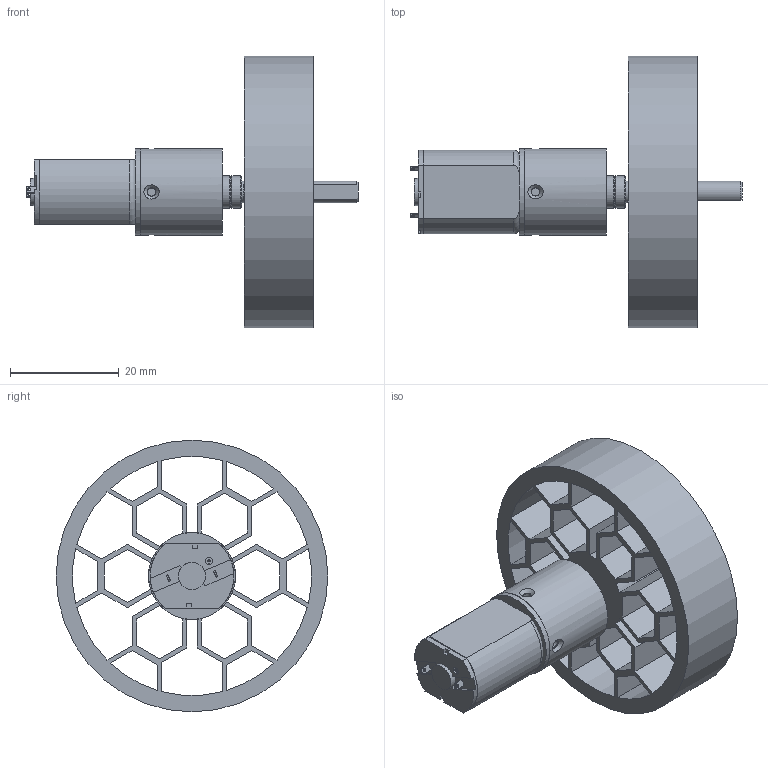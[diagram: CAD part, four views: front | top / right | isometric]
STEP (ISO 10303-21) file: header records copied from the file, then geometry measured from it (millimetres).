
FILE_DESCRIPTION(/* description */ (''),/* implementation_level */ '2;1');
FILE_NAME(/* name */ 'DriveSystem.iam.step',/* time_stamp */ '2024-02-28T22:22:52-06:00',/* author */ ('smz3rm'),/* organization */ (''),/* preprocessor_version */ 'ST-DEVELOPER v18',/* originating_system */ 'Autodesk Inventor 2020',/* authorisation */ '');
FILE_SCHEMA (('AUTOMOTIVE_DESIGN { 1 0 10303 214 3 1 1 }'));
Length unit declared in the file: millimetre
Products named in the file (11): DriveSystem; VertWheelV1; RepeatDriveBrushedMk2 - 4mm; GMP16T-030PA-22.6 4.0mm_MOTOR(2)^GMP16T-030PA-22.6 4.0mm_MOTOR; 45T______15_M0.3X45^GMP16T-030PA-22.6 4.0mm_MOTOR(2)_GMP16T-030PA-22.
6 4.0mm_MOTOR; 030DIANJI-1^GMP16T-030PA-22.6 4.0mm_MOTOR(2)_GMP16T-030PA-22.6 4.0mm_
MOTOR; 4.7______^GMP16T-030PA-22.6 4.0mm_MOTOR(2)_GMP16T-030PA-22.6 4.0mm_MO
TOR; ________^GMP16T-030PA-22.6 4.0mm_MOTOR(2)_GMP16T-030PA-22.6 4.0mm_MOT
OR; ______^GMP16T-030PA-22.6 4.0mm_MOTOR(2)_GMP16T-030PA-22.6 4.0mm_MOTOR; 22__________8.6^GMP16T-030PA-22.6 4.0mm_MOTOR(2)_GMP16T-030PA-22.6 4.
0mm_MOTOR; ______(____)^GMP16T-030PA-22.6 4.0mm_MOTOR(2)_GMP16T-030PA-22.6 4.0mm
_MOTOR
Assembly tree (10 placements, depth 4):
  DriveSystem
    VertWheelV1
    RepeatDriveBrushedMk2 - 4mm
      GMP16T-030PA-22.6 4.0mm_MOTOR(2)^GMP16T-030PA-22.6 4.0mm_MOTOR
        45T______15_M0.3X45^GMP16T-030PA-22.6 4.0mm_MOTOR(2)_GMP16T-030PA-22.
6 4.0mm_MOTOR
        030DIANJI-1^GMP16T-030PA-22.6 4.0mm_MOTOR(2)_GMP16T-030PA-22.6 4.0mm_
MOTOR
        4.7______^GMP16T-030PA-22.6 4.0mm_MOTOR(2)_GMP16T-030PA-22.6 4.0mm_MO
TOR
        ________^GMP16T-030PA-22.6 4.0mm_MOTOR(2)_GMP16T-030PA-22.6 4.0mm_MOT
OR
        ______^GMP16T-030PA-22.6 4.0mm_MOTOR(2)_GMP16T-030PA-22.6 4.0mm_MOTOR
        22__________8.6^GMP16T-030PA-22.6 4.0mm_MOTOR(2)_GMP16T-030PA-22.6 4.
0mm_MOTOR
        ______(____)^GMP16T-030PA-22.6 4.0mm_MOTOR(2)_GMP16T-030PA-22.6 4.0mm
_MOTOR
Bounding box: 61.1 x 50 x 50 mm (x, y, z)
Volume: 15707.2 mm3; surface area: 16721.4 mm2
Topology: 8 solids, 8 shells, 1153 faces, 3326 edges, 2247 vertices
Faces by surface type: plane 793, cylinder 163, bspline 159, cone 35, torus 3
Full cylindrical faces by diameter (mm): 0.6 x2, 1.354 x1, 1.5 x5, 1.6 x7, 2 x8, 2.1 x2, 3.7 x2, 4 x4, 4.7 x2, 5 x1, 6 x3, 6.1 x1, 7 x1, 7.2 x1, 12.6 x1, 14.5 x2, 16 x2, 50 x1
Entity records: 60198 total; most frequent: CARTESIAN_POINT 30200, ORIENTED_EDGE 6652, DIRECTION 5495, EDGE_CURVE 3326, VERTEX_POINT 2247, LINE 1977, VECTOR 1977, AXIS2_PLACEMENT_3D 1759
